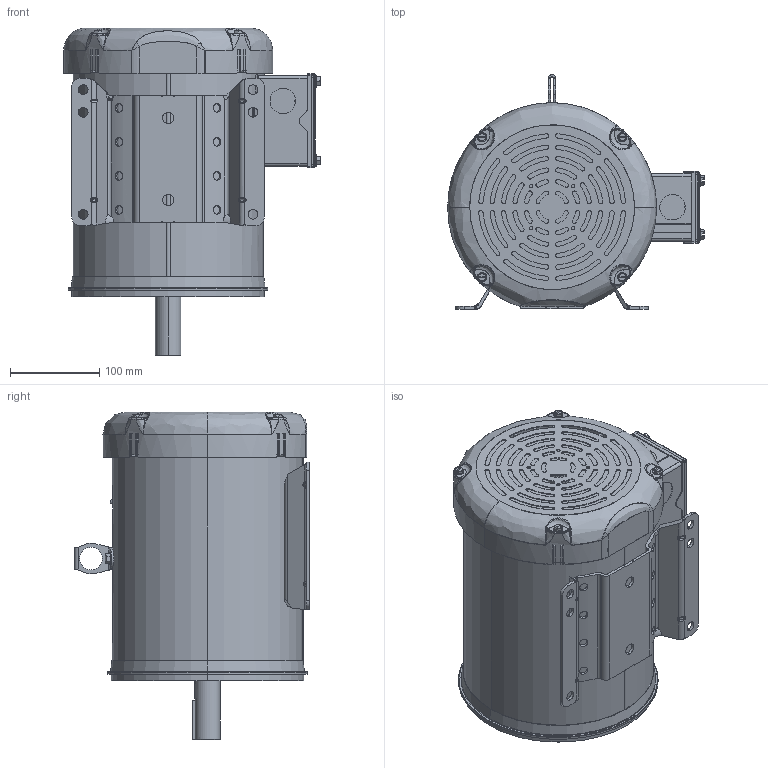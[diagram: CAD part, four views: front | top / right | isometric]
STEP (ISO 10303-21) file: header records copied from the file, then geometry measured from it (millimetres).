
FILE_DESCRIPTION (( 'STEP AP214' ), '1' );
FILE_NAME ('G590A 1st.STEP', '2019-06-04T17:11:57', ( '' ), ( '' ), 'SwSTEP 2.0', 'SolidWorks 2017', '' );
FILE_SCHEMA (( 'AUTOMOTIVE_DESIGN' ));
Length unit declared in the file: inch
Products named in the file (1): G590A 1st
Bounding box: 287.67 x 263.25 x 367.35 mm (x, y, z)
Volume: 2239035.1 mm3; surface area: 957267.7 mm2
Topology: 33 solids, 37 shells, 3317 faces, 8529 edges, 5274 vertices
Faces by surface type: bspline 1165, cylinder 965, plane 942, cone 245
Entity records: 156468 total; most frequent: CARTESIAN_POINT 83151, ORIENTED_EDGE 16886, DIRECTION 13034, EDGE_CURVE 8443, VERTEX_POINT 5274, AXIS2_PLACEMENT_3D 5074, EDGE_LOOP 3651, ADVANCED_FACE 3317
